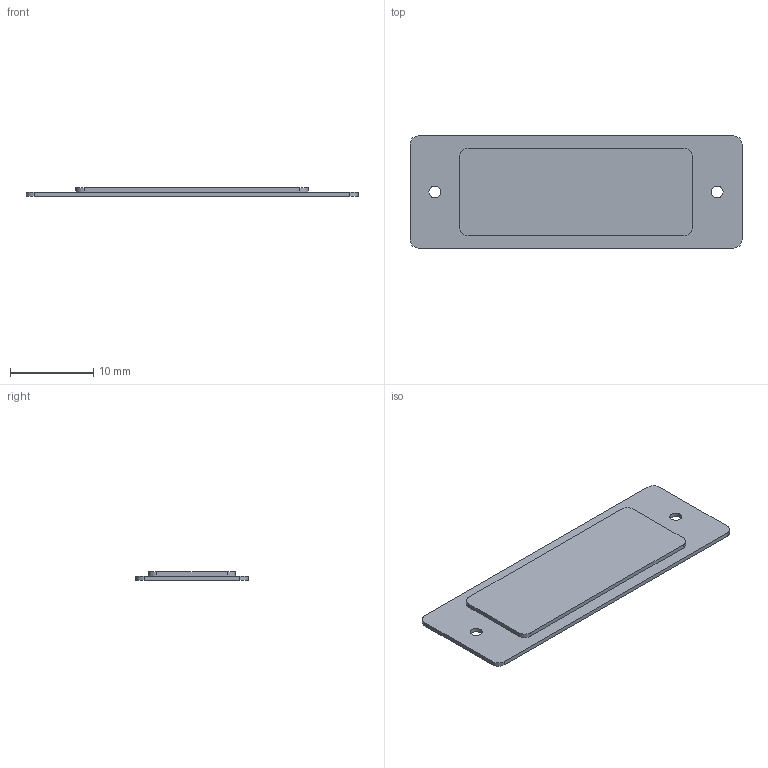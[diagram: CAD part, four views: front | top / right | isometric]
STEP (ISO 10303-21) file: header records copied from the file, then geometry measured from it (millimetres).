
FILE_DESCRIPTION(/* description */ ('STEP AP242','CAx-IF Rec.Pracs.---Representation and Presentation of Product Manufacturing Information (PMI)---4.0---2014-10-13','CAx-IF Rec.Pracs.---3D Tessellated Geometry---0.4---2014-09-14','2;1'),/* implementation_level */ '2;1');
FILE_NAME(/* name */ '66ef8166ef2dbc42af2f8917',/* time_stamp */ '2024-09-22T02:31:02Z',/* author */ (''),/* organization */ (''),/* preprocessor_version */ 'ST-DEVELOPER v20',/* originating_system */ ' ',/* authorisation */ ' ');
FILE_SCHEMA (('AP242_MANAGED_MODEL_BASED_3D_ENGINEERING_MIM_LF { 1 0 10303 442 1 1 4 }'));
Length unit declared in the file: metre
Products named in the file (1): Fan_CN_Cover
Bounding box: 40 x 13.5 x 1 mm (x, y, z)
Volume: 414.5 mm3; surface area: 1166.6 mm2
Topology: 1 solids, 1 shells, 21 faces, 54 edges, 36 vertices
Faces by surface type: plane 11, cylinder 10
Full cylindrical faces by diameter (mm): 1.432 x2
Entity records: 668 total; most frequent: DIRECTION 116, CARTESIAN_POINT 110, ORIENTED_EDGE 104, EDGE_CURVE 52, AXIS2_PLACEMENT_3D 42, VERTEX_POINT 36, LINE 32, VECTOR 32
